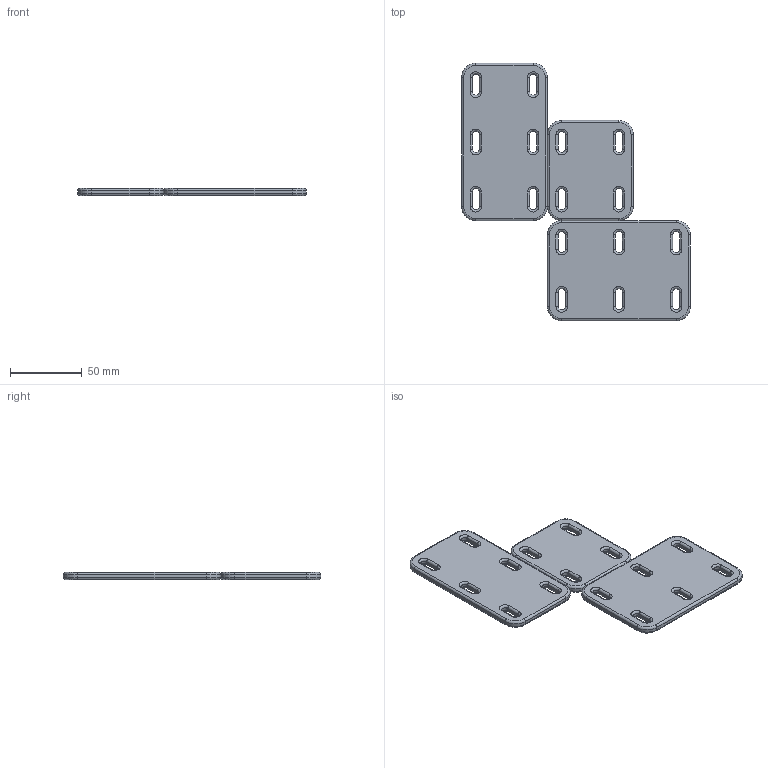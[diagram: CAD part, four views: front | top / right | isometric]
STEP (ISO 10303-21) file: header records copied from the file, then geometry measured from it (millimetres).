
FILE_DESCRIPTION(/* description */ ('STEP AP242','CAx-IF Rec.Pracs.---Representation and Presentation of Product Manufacturing Information (PMI)---4.0---2014-10-13','CAx-IF Rec.Pracs.---3D Tessellated Geometry---0.4---2014-09-14','2;1'),/* implementation_level */ '2;1');
FILE_NAME(/* name */ '681f9fc4dd7b5833b974e007',/* time_stamp */ '2025-05-10T18:49:41Z',/* author */ (''),/* organization */ (''),/* preprocessor_version */ 'ST-DEVELOPER v20',/* originating_system */ 'ONSHAPE BY PTC INC, 1.197',/* authorisation */ ' ');
FILE_SCHEMA (('AP242_MANAGED_MODEL_BASED_3D_ENGINEERING_MIM_LF { 1 0 10303 442 1 1 4 }'));
Length unit declared in the file: metre
Products named in the file (3): portrait; landscape; square
Bounding box: 160 x 180 x 5 mm (x, y, z)
Volume: 80705.4 mm3; surface area: 38302.1 mm2
Topology: 3 solids, 3 shells, 270 faces, 616 edges, 352 vertices
Faces by surface type: cylinder 132, torus 88, plane 50
Entity records: 7680 total; most frequent: DIRECTION 1514, CARTESIAN_POINT 1241, ORIENTED_EDGE 1232, AXIS2_PLACEMENT_3D 625, EDGE_CURVE 616, CIRCLE 352, VERTEX_POINT 352, EDGE_LOOP 302
